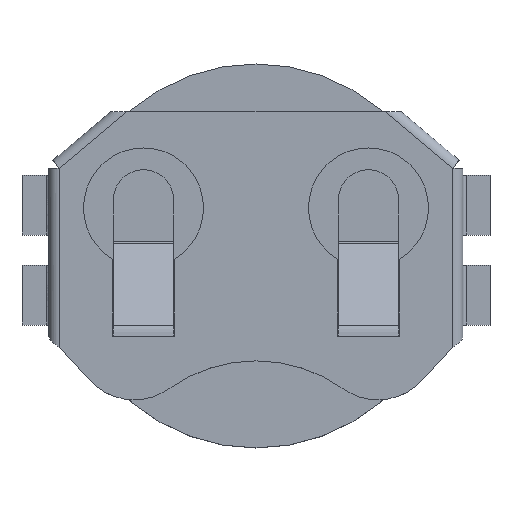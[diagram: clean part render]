
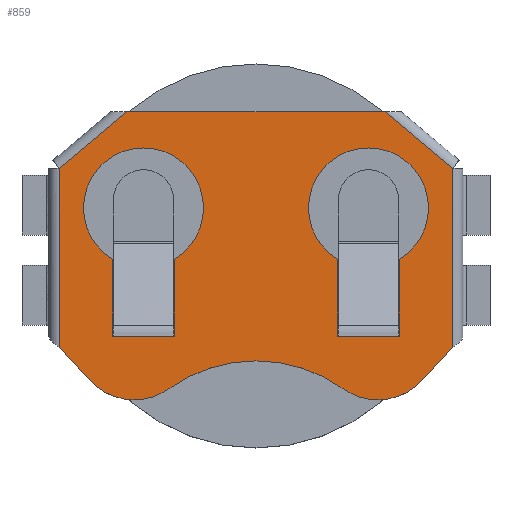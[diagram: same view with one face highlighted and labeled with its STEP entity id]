
A CAD part, top view. The second image highlights one B-rep face of the part: STEP entity #859.
In plain terms, the highlighted face is planar.
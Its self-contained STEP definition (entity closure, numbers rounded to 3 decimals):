
#120 = VERTEX_POINT('',#121);
#121 = CARTESIAN_POINT('',(-4.063,3.7,4.8));
#127 = EDGE_CURVE('',#128,#120,#130,.T.);
#128 = VERTEX_POINT('',#129);
#129 = CARTESIAN_POINT('',(-5.531,3.7,4.159));
#130 = CIRCLE('',#131,2.);
#131 = AXIS2_PLACEMENT_3D('',#132,#133,#134);
#132 = CARTESIAN_POINT('',(-4.063,3.7,2.8));
#133 = DIRECTION('',(0.,1.,0.));
#134 = DIRECTION('',(0.,-0.,1.));
#162 = VERTEX_POINT('',#163);
#163 = CARTESIAN_POINT('',(4.063,3.7,4.8));
#169 = EDGE_CURVE('',#162,#170,#172,.T.);
#170 = VERTEX_POINT('',#171);
#171 = CARTESIAN_POINT('',(2.902,3.7,4.429));
#172 = CIRCLE('',#173,2.);
#173 = AXIS2_PLACEMENT_3D('',#174,#175,#176);
#174 = CARTESIAN_POINT('',(4.063,3.7,2.8));
#175 = DIRECTION('',(0.,-1.,0.));
#176 = DIRECTION('',(0.,0.,1.));
#203 = VERTEX_POINT('',#204);
#204 = CARTESIAN_POINT('',(4.305,3.7,-4.8));
#211 = EDGE_CURVE('',#203,#212,#214,.T.);
#212 = VERTEX_POINT('',#213);
#213 = CARTESIAN_POINT('',(6.55,3.7,-2.917));
#214 = LINE('',#215,#216);
#215 = CARTESIAN_POINT('',(4.305,3.7,-4.8));
#216 = VECTOR('',#217,1.);
#217 = DIRECTION('',(0.766,-0.,0.643));
#280 = EDGE_CURVE('',#281,#283,#285,.T.);
#281 = VERTEX_POINT('',#282);
#282 = CARTESIAN_POINT('',(-4.305,3.7,-4.8));
#283 = VERTEX_POINT('',#284);
#284 = CARTESIAN_POINT('',(-6.55,3.7,-2.917));
#285 = LINE('',#286,#287);
#286 = CARTESIAN_POINT('',(-4.305,3.7,-4.8));
#287 = VECTOR('',#288,1.);
#288 = DIRECTION('',(-0.766,0.,0.643));
#371 = VERTEX_POINT('',#372);
#372 = CARTESIAN_POINT('',(4.75,3.7,2.68));
#378 = EDGE_CURVE('',#379,#371,#381,.T.);
#379 = VERTEX_POINT('',#380);
#380 = CARTESIAN_POINT('',(4.775,3.7,2.68));
#381 = LINE('',#382,#383);
#382 = CARTESIAN_POINT('',(2.725,3.7,2.68));
#383 = VECTOR('',#384,1.);
#384 = DIRECTION('',(-1.,0.,0.));
#859 = ADVANCED_FACE('',(#860,#902,#967),#1018,.F.);
#860 = FACE_BOUND('',#861,.T.);
#861 = EDGE_LOOP('',(#862,#870,#871,#879,#887,#895));
#862 = ORIENTED_EDGE('',*,*,#863,.T.);
#863 = EDGE_CURVE('',#864,#379,#866,.T.);
#864 = VERTEX_POINT('',#865);
#865 = CARTESIAN_POINT('',(4.775,3.7,0.119));
#866 = LINE('',#867,#868);
#867 = CARTESIAN_POINT('',(4.775,3.7,2.68));
#868 = VECTOR('',#869,1.);
#869 = DIRECTION('',(0.,0.,1.));
#870 = ORIENTED_EDGE('',*,*,#378,.T.);
#871 = ORIENTED_EDGE('',*,*,#872,.F.);
#872 = EDGE_CURVE('',#873,#371,#875,.T.);
#873 = VERTEX_POINT('',#874);
#874 = CARTESIAN_POINT('',(2.75,3.7,2.68));
#875 = LINE('',#876,#877);
#876 = CARTESIAN_POINT('',(2.75,3.7,2.68));
#877 = VECTOR('',#878,1.);
#878 = DIRECTION('',(1.,-0.,-0.));
#879 = ORIENTED_EDGE('',*,*,#880,.T.);
#880 = EDGE_CURVE('',#873,#881,#883,.T.);
#881 = VERTEX_POINT('',#882);
#882 = CARTESIAN_POINT('',(2.725,3.7,2.68));
#883 = LINE('',#884,#885);
#884 = CARTESIAN_POINT('',(2.725,3.7,2.68));
#885 = VECTOR('',#886,1.);
#886 = DIRECTION('',(-1.,0.,0.));
#887 = ORIENTED_EDGE('',*,*,#888,.T.);
#888 = EDGE_CURVE('',#881,#889,#891,.T.);
#889 = VERTEX_POINT('',#890);
#890 = CARTESIAN_POINT('',(2.725,3.7,0.119));
#891 = LINE('',#892,#893);
#892 = CARTESIAN_POINT('',(2.725,3.7,2.68));
#893 = VECTOR('',#894,1.);
#894 = DIRECTION('',(0.,0.,-1.));
#895 = ORIENTED_EDGE('',*,*,#896,.T.);
#896 = EDGE_CURVE('',#889,#864,#897,.T.);
#897 = CIRCLE('',#898,2.);
#898 = AXIS2_PLACEMENT_3D('',#899,#900,#901);
#899 = CARTESIAN_POINT('',(3.75,3.7,-1.598));
#900 = DIRECTION('',(0.,-1.,0.));
#901 = DIRECTION('',(0.,0.,1.));
#902 = FACE_BOUND('',#903,.T.);
#903 = EDGE_LOOP('',(#904,#905,#911,#912,#920,#926,#927,#936,#943,#944,
    #953,#961));
#904 = ORIENTED_EDGE('',*,*,#211,.F.);
#905 = ORIENTED_EDGE('',*,*,#906,.F.);
#906 = EDGE_CURVE('',#281,#203,#907,.T.);
#907 = LINE('',#908,#909);
#908 = CARTESIAN_POINT('',(0.,3.7,-4.8));
#909 = VECTOR('',#910,1.);
#910 = DIRECTION('',(1.,0.,0.));
#911 = ORIENTED_EDGE('',*,*,#280,.T.);
#912 = ORIENTED_EDGE('',*,*,#913,.T.);
#913 = EDGE_CURVE('',#283,#914,#916,.T.);
#914 = VERTEX_POINT('',#915);
#915 = CARTESIAN_POINT('',(-6.55,3.7,3.058));
#916 = LINE('',#917,#918);
#917 = CARTESIAN_POINT('',(-6.55,3.7,-2.917));
#918 = VECTOR('',#919,1.);
#919 = DIRECTION('',(-0.,-0.,1.));
#920 = ORIENTED_EDGE('',*,*,#921,.T.);
#921 = EDGE_CURVE('',#914,#128,#922,.T.);
#922 = LINE('',#923,#924);
#923 = CARTESIAN_POINT('',(-6.9,3.7,2.68));
#924 = VECTOR('',#925,1.);
#925 = DIRECTION('',(0.679,0.,0.734));
#926 = ORIENTED_EDGE('',*,*,#127,.T.);
#927 = ORIENTED_EDGE('',*,*,#928,.T.);
#928 = EDGE_CURVE('',#120,#929,#931,.T.);
#929 = VERTEX_POINT('',#930);
#930 = CARTESIAN_POINT('',(-2.902,3.7,4.429));
#931 = CIRCLE('',#932,2.);
#932 = AXIS2_PLACEMENT_3D('',#933,#934,#935);
#933 = CARTESIAN_POINT('',(-4.063,3.7,2.8));
#934 = DIRECTION('',(0.,1.,0.));
#935 = DIRECTION('',(0.,-0.,1.));
#936 = ORIENTED_EDGE('',*,*,#937,.F.);
#937 = EDGE_CURVE('',#170,#929,#938,.T.);
#938 = CIRCLE('',#939,5.);
#939 = AXIS2_PLACEMENT_3D('',#940,#941,#942);
#940 = CARTESIAN_POINT('',(0.,3.7,8.5));
#941 = DIRECTION('',(-0.,1.,0.));
#942 = DIRECTION('',(0.,0.,-1.));
#943 = ORIENTED_EDGE('',*,*,#169,.F.);
#944 = ORIENTED_EDGE('',*,*,#945,.F.);
#945 = EDGE_CURVE('',#946,#162,#948,.T.);
#946 = VERTEX_POINT('',#947);
#947 = CARTESIAN_POINT('',(5.531,3.7,4.159));
#948 = CIRCLE('',#949,2.);
#949 = AXIS2_PLACEMENT_3D('',#950,#951,#952);
#950 = CARTESIAN_POINT('',(4.063,3.7,2.8));
#951 = DIRECTION('',(0.,-1.,0.));
#952 = DIRECTION('',(0.,0.,1.));
#953 = ORIENTED_EDGE('',*,*,#954,.F.);
#954 = EDGE_CURVE('',#955,#946,#957,.T.);
#955 = VERTEX_POINT('',#956);
#956 = CARTESIAN_POINT('',(6.55,3.7,3.058));
#957 = LINE('',#958,#959);
#958 = CARTESIAN_POINT('',(6.9,3.7,2.68));
#959 = VECTOR('',#960,1.);
#960 = DIRECTION('',(-0.679,0.,0.734));
#961 = ORIENTED_EDGE('',*,*,#962,.F.);
#962 = EDGE_CURVE('',#212,#955,#963,.T.);
#963 = LINE('',#964,#965);
#964 = CARTESIAN_POINT('',(6.55,3.7,-2.917));
#965 = VECTOR('',#966,1.);
#966 = DIRECTION('',(-0.,-0.,1.));
#967 = FACE_BOUND('',#968,.T.);
#968 = EDGE_LOOP('',(#969,#979,#988,#996,#1004,#1012));
#969 = ORIENTED_EDGE('',*,*,#970,.F.);
#970 = EDGE_CURVE('',#971,#973,#975,.T.);
#971 = VERTEX_POINT('',#972);
#972 = CARTESIAN_POINT('',(-4.775,3.7,0.119));
#973 = VERTEX_POINT('',#974);
#974 = CARTESIAN_POINT('',(-4.775,3.7,2.68));
#975 = LINE('',#976,#977);
#976 = CARTESIAN_POINT('',(-4.775,3.7,2.68));
#977 = VECTOR('',#978,1.);
#978 = DIRECTION('',(-0.,-0.,1.));
#979 = ORIENTED_EDGE('',*,*,#980,.F.);
#980 = EDGE_CURVE('',#981,#971,#983,.T.);
#981 = VERTEX_POINT('',#982);
#982 = CARTESIAN_POINT('',(-2.725,3.7,0.119));
#983 = CIRCLE('',#984,2.);
#984 = AXIS2_PLACEMENT_3D('',#985,#986,#987);
#985 = CARTESIAN_POINT('',(-3.75,3.7,-1.598));
#986 = DIRECTION('',(0.,1.,0.));
#987 = DIRECTION('',(0.,-0.,1.));
#988 = ORIENTED_EDGE('',*,*,#989,.F.);
#989 = EDGE_CURVE('',#990,#981,#992,.T.);
#990 = VERTEX_POINT('',#991);
#991 = CARTESIAN_POINT('',(-2.725,3.7,2.68));
#992 = LINE('',#993,#994);
#993 = CARTESIAN_POINT('',(-2.725,3.7,2.68));
#994 = VECTOR('',#995,1.);
#995 = DIRECTION('',(0.,0.,-1.));
#996 = ORIENTED_EDGE('',*,*,#997,.F.);
#997 = EDGE_CURVE('',#998,#990,#1000,.T.);
#998 = VERTEX_POINT('',#999);
#999 = CARTESIAN_POINT('',(-2.75,3.7,2.68));
#1000 = LINE('',#1001,#1002);
#1001 = CARTESIAN_POINT('',(-2.725,3.7,2.68));
#1002 = VECTOR('',#1003,1.);
#1003 = DIRECTION('',(1.,-0.,0.));
#1004 = ORIENTED_EDGE('',*,*,#1005,.T.);
#1005 = EDGE_CURVE('',#998,#1006,#1008,.T.);
#1006 = VERTEX_POINT('',#1007);
#1007 = CARTESIAN_POINT('',(-4.75,3.7,2.68));
#1008 = LINE('',#1009,#1010);
#1009 = CARTESIAN_POINT('',(-2.75,3.7,2.68));
#1010 = VECTOR('',#1011,1.);
#1011 = DIRECTION('',(-1.,-0.,-0.));
#1012 = ORIENTED_EDGE('',*,*,#1013,.F.);
#1013 = EDGE_CURVE('',#973,#1006,#1014,.T.);
#1014 = LINE('',#1015,#1016);
#1015 = CARTESIAN_POINT('',(-2.725,3.7,2.68));
#1016 = VECTOR('',#1017,1.);
#1017 = DIRECTION('',(1.,-0.,0.));
#1018 = PLANE('',#1019);
#1019 = AXIS2_PLACEMENT_3D('',#1020,#1021,#1022);
#1020 = CARTESIAN_POINT('',(0.,3.7,8.5));
#1021 = DIRECTION('',(0.,-1.,-0.));
#1022 = DIRECTION('',(-0.,0.,-1.));
